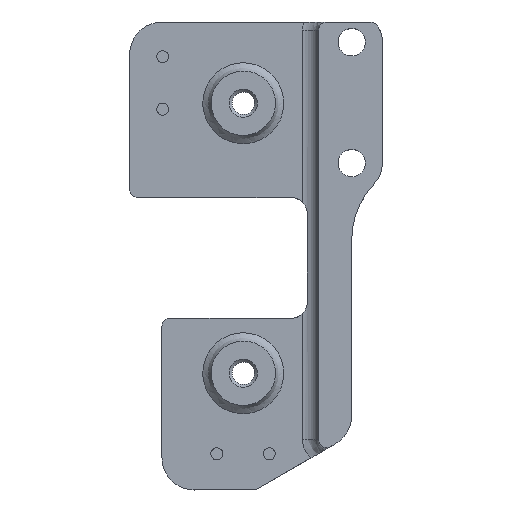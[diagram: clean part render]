
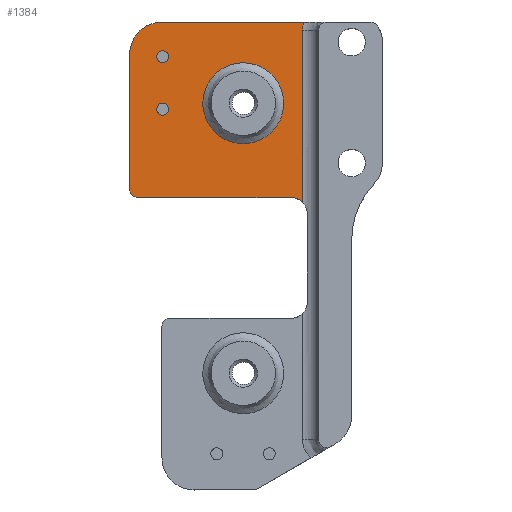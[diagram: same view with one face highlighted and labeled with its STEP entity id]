
A CAD part, top view. The second image highlights one B-rep face of the part: STEP entity #1384.
In plain terms, the highlighted planar face has unit normal (0, 0, 1).
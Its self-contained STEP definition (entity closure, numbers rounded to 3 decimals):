
#44=FACE_BOUND('',#226,.T.);
#45=FACE_BOUND('',#227,.T.);
#46=FACE_BOUND('',#228,.T.);
#81=PLANE('',#1533);
#131=FACE_OUTER_BOUND('',#225,.T.);
#225=EDGE_LOOP('',(#1085,#1086,#1087,#1088,#1089,#1090,#1091,#1092));
#226=EDGE_LOOP('',(#1093));
#227=EDGE_LOOP('',(#1094));
#228=EDGE_LOOP('',(#1095));
#281=CIRCLE('',#1454,2.);
#297=CIRCLE('',#1481,0.75);
#301=CIRCLE('',#1489,0.75);
#308=CIRCLE('',#1502,1.);
#329=CIRCLE('',#1534,3.);
#330=CIRCLE('',#1535,4.);
#364=LINE('',#2075,#458);
#396=LINE('',#2692,#490);
#398=LINE('',#2699,#492);
#407=LINE('',#2750,#501);
#458=VECTOR('',#1639,10.);
#490=VECTOR('',#1797,10.);
#492=VECTOR('',#1805,10.);
#501=VECTOR('',#1838,10.);
#553=B_SPLINE_CURVE_WITH_KNOTS('',3,(#2487,#2488,#2489,#2490,#2491,#2492,
#2493,#2494,#2495,#2496,#2497,#2498,#2499,#2500,#2501,#2502,#2503,#2504,
#2505,#2506,#2507,#2508,#2509,#2510,#2511,#2512,#2513,#2514,#2515,#2516,
#2517,#2518,#2519,#2520,#2521,#2522,#2523,#2524,#2525),.UNSPECIFIED.,.T.,
 .F.,(4,2,2,2,2,2,2,2,2,2,2,2,2,2,2,2,3,2,4),(0.215,0.408,
0.66,0.888,1.104,1.323,1.536,
1.753,1.972,2.242,2.489,2.723,
2.957,3.168,3.369,3.488,3.605,
3.797,3.82),.UNSPECIFIED.);
#577=VERTEX_POINT('',#2061);
#578=VERTEX_POINT('',#2062);
#580=VERTEX_POINT('',#2074);
#597=VERTEX_POINT('',#2479);
#604=VERTEX_POINT('',#2546);
#608=VERTEX_POINT('',#2560);
#615=VERTEX_POINT('',#2603);
#643=VERTEX_POINT('',#2690);
#645=VERTEX_POINT('',#2698);
#654=VERTEX_POINT('',#2747);
#655=VERTEX_POINT('',#2749);
#706=EDGE_CURVE('',#577,#578,#281,.T.);
#710=EDGE_CURVE('',#580,#578,#364,.T.);
#734=EDGE_CURVE('',#597,#597,#553,.T.);
#744=EDGE_CURVE('',#604,#604,#297,.T.);
#750=EDGE_CURVE('',#608,#608,#301,.T.);
#761=EDGE_CURVE('',#580,#615,#308,.T.);
#793=EDGE_CURVE('',#577,#643,#396,.F.);
#796=EDGE_CURVE('',#615,#645,#398,.T.);
#811=EDGE_CURVE('',#654,#643,#329,.T.);
#812=EDGE_CURVE('',#655,#654,#407,.T.);
#813=EDGE_CURVE('',#645,#655,#330,.T.);
#1085=ORIENTED_EDGE('',*,*,#710,.T.);
#1086=ORIENTED_EDGE('',*,*,#706,.F.);
#1087=ORIENTED_EDGE('',*,*,#793,.T.);
#1088=ORIENTED_EDGE('',*,*,#811,.F.);
#1089=ORIENTED_EDGE('',*,*,#812,.F.);
#1090=ORIENTED_EDGE('',*,*,#813,.F.);
#1091=ORIENTED_EDGE('',*,*,#796,.F.);
#1092=ORIENTED_EDGE('',*,*,#761,.F.);
#1093=ORIENTED_EDGE('',*,*,#734,.T.);
#1094=ORIENTED_EDGE('',*,*,#744,.T.);
#1095=ORIENTED_EDGE('',*,*,#750,.T.);
#1384=ADVANCED_FACE('',(#131,#44,#45,#46),#81,.F.);
#1454=AXIS2_PLACEMENT_3D('',#2063,#1632,#1633);
#1481=AXIS2_PLACEMENT_3D('',#2547,#1701,#1702);
#1489=AXIS2_PLACEMENT_3D('',#2561,#1719,#1720);
#1502=AXIS2_PLACEMENT_3D('',#2604,#1748,#1749);
#1533=AXIS2_PLACEMENT_3D('',#2746,#1834,#1835);
#1534=AXIS2_PLACEMENT_3D('',#2748,#1836,#1837);
#1535=AXIS2_PLACEMENT_3D('',#2751,#1839,#1840);
#1632=DIRECTION('center_axis',(0.,0.,
1.));
#1633=DIRECTION('ref_axis',(0.707,0.707,0.));
#1639=DIRECTION('',(1.,0.,0.));
#1701=DIRECTION('center_axis',(0.,0.,
-1.));
#1702=DIRECTION('ref_axis',(-1.,0.,0.));
#1719=DIRECTION('center_axis',(0.,0.,
-1.));
#1720=DIRECTION('ref_axis',(-1.,0.,0.));
#1748=DIRECTION('center_axis',(0.,0.,
-1.));
#1749=DIRECTION('ref_axis',(-0.707,-0.707,0.));
#1797=DIRECTION('',(0.,-1.,0.));
#1805=DIRECTION('',(0.,1.,0.));
#1834=DIRECTION('center_axis',(0.,0.,
-1.));
#1835=DIRECTION('ref_axis',(-1.,0.,0.));
#1836=DIRECTION('center_axis',(0.,0.,
1.));
#1837=DIRECTION('ref_axis',(-0.707,0.707,0.));
#1838=DIRECTION('',(1.,0.,0.));
#1839=DIRECTION('center_axis',(0.,0.,
-1.));
#1840=DIRECTION('ref_axis',(-0.707,-0.707,0.));
#2061=CARTESIAN_POINT('',(211.376,19.032,72.8));
#2062=CARTESIAN_POINT('',(209.957,19.623,72.8));
#2063=CARTESIAN_POINT('Origin',(209.957,17.623,72.8));
#2074=CARTESIAN_POINT('',(190.929,19.623,72.8));
#2075=CARTESIAN_POINT('',(205.606,19.623,72.8));
#2479=CARTESIAN_POINT('',(208.509,33.555,72.8));
#2487=CARTESIAN_POINT('Ctrl Pts',(208.509,33.555,72.8));
#2488=CARTESIAN_POINT('Ctrl Pts',(208.792,32.989,72.8));
#2489=CARTESIAN_POINT('Ctrl Pts',(208.933,32.431,72.8));
#2490=CARTESIAN_POINT('Ctrl Pts',(209.074,31.262,72.8));
#2491=CARTESIAN_POINT('Ctrl Pts',(209.026,30.577,72.8));
#2492=CARTESIAN_POINT('Ctrl Pts',(208.68,29.338,72.8));
#2493=CARTESIAN_POINT('Ctrl Pts',(208.406,28.771,72.8));
#2494=CARTESIAN_POINT('Ctrl Pts',(207.573,27.72,72.8));
#2495=CARTESIAN_POINT('Ctrl Pts',(207.066,27.283,72.8));
#2496=CARTESIAN_POINT('Ctrl Pts',(205.916,26.624,72.8));
#2497=CARTESIAN_POINT('Ctrl Pts',(205.312,26.421,72.8));
#2498=CARTESIAN_POINT('Ctrl Pts',(204.042,26.263,72.8));
#2499=CARTESIAN_POINT('Ctrl Pts',(203.394,26.305,72.8));
#2500=CARTESIAN_POINT('Ctrl Pts',(202.142,26.624,72.8));
#2501=CARTESIAN_POINT('Ctrl Pts',(201.535,26.904,72.8));
#2502=CARTESIAN_POINT('Ctrl Pts',(200.478,27.697,72.8));
#2503=CARTESIAN_POINT('Ctrl Pts',(200.081,28.173,72.8));
#2504=CARTESIAN_POINT('Ctrl Pts',(199.441,29.199,72.8));
#2505=CARTESIAN_POINT('Ctrl Pts',(199.193,29.84,72.8));
#2506=CARTESIAN_POINT('Ctrl Pts',(198.978,31.115,72.8));
#2507=CARTESIAN_POINT('Ctrl Pts',(198.986,31.75,72.8));
#2508=CARTESIAN_POINT('Ctrl Pts',(199.292,33.061,72.8));
#2509=CARTESIAN_POINT('Ctrl Pts',(199.567,33.676,72.8));
#2510=CARTESIAN_POINT('Ctrl Pts',(200.328,34.761,72.8));
#2511=CARTESIAN_POINT('Ctrl Pts',(200.787,35.202,72.8));
#2512=CARTESIAN_POINT('Ctrl Pts',(201.838,35.865,72.8));
#2513=CARTESIAN_POINT('Ctrl Pts',(202.435,36.116,72.8));
#2514=CARTESIAN_POINT('Ctrl Pts',(203.752,36.36,72.8));
#2515=CARTESIAN_POINT('Ctrl Pts',(204.42,36.354,72.8));
#2516=CARTESIAN_POINT('Ctrl Pts',(205.445,36.137,72.8));
#2517=CARTESIAN_POINT('Ctrl Pts',(205.817,36.011,72.8));
#2518=CARTESIAN_POINT('Ctrl Pts',(206.524,35.676,72.8));
#2519=CARTESIAN_POINT('Ctrl Pts',(206.857,35.468,72.8));
#2520=CARTESIAN_POINT('Ctrl Pts',(207.163,35.223,72.8));
#2521=CARTESIAN_POINT('Ctrl Pts',(207.661,34.823,72.8));
#2522=CARTESIAN_POINT('Ctrl Pts',(208.085,34.324,72.8));
#2523=CARTESIAN_POINT('Ctrl Pts',(208.439,33.691,72.8));
#2524=CARTESIAN_POINT('Ctrl Pts',(208.475,33.623,72.8));
#2525=CARTESIAN_POINT('Ctrl Pts',(208.509,33.555,72.8));
#2546=CARTESIAN_POINT('',(194.776,30.583,72.8));
#2547=CARTESIAN_POINT('Origin',(194.026,30.583,72.8));
#2560=CARTESIAN_POINT('',(194.776,37.083,72.8));
#2561=CARTESIAN_POINT('Origin',(194.026,37.083,72.8));
#2603=CARTESIAN_POINT('',(189.929,20.623,72.8));
#2604=CARTESIAN_POINT('Origin',(190.929,20.623,72.8));
#2690=CARTESIAN_POINT('',(211.376,40.377,72.8));
#2692=CARTESIAN_POINT('',(211.376,25.958,72.8));
#2698=CARTESIAN_POINT('',(189.929,37.377,72.8));
#2699=CARTESIAN_POINT('',(189.929,26.865,72.8));
#2746=CARTESIAN_POINT('Origin',(205.606,12.353,72.8));
#2747=CARTESIAN_POINT('',(211.548,41.377,72.8));
#2748=CARTESIAN_POINT('Origin',(214.376,40.377,72.8));
#2749=CARTESIAN_POINT('',(193.929,41.377,72.8));
#2750=CARTESIAN_POINT('',(211.543,41.377,72.8));
#2751=CARTESIAN_POINT('Origin',(193.929,37.377,72.8));
